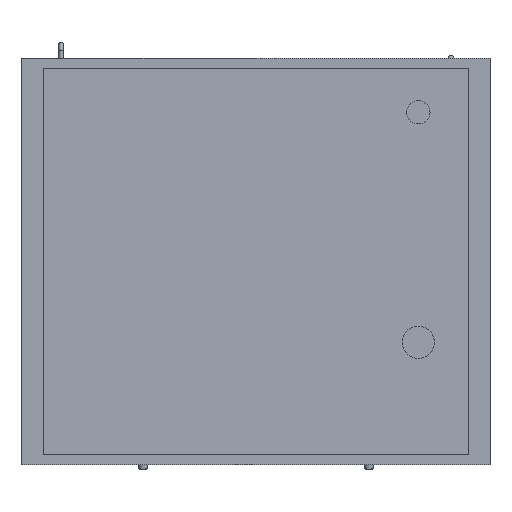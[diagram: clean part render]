
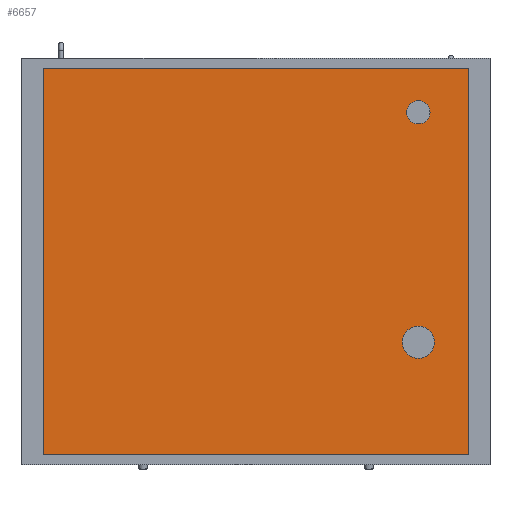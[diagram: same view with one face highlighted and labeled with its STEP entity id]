
A CAD part, front view. The second image highlights one B-rep face of the part: STEP entity #6657.
In plain terms, the highlighted planar face has unit normal (0, -1, 0).
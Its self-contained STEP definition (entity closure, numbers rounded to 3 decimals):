
#373=FACE_OUTER_BOUND('',#798,.T.);
#798=EDGE_LOOP('',(#4451,#4452,#4453,#4454));
#1242=LINE('',#9749,#2036);
#1245=LINE('',#9754,#2039);
#1246=LINE('',#9757,#2040);
#1247=LINE('',#9758,#2041);
#2036=VECTOR('',#7778,10.);
#2039=VECTOR('',#7783,10.);
#2040=VECTOR('',#7786,10.);
#2041=VECTOR('',#7787,10.);
#2821=VERTEX_POINT('',#9746);
#2822=VERTEX_POINT('',#9748);
#2823=VERTEX_POINT('',#9752);
#2824=VERTEX_POINT('',#9756);
#3466=EDGE_CURVE('',#2821,#2822,#1242,.T.);
#3469=EDGE_CURVE('',#2821,#2823,#1245,.T.);
#3470=EDGE_CURVE('',#2824,#2823,#1246,.T.);
#3471=EDGE_CURVE('',#2822,#2824,#1247,.T.);
#4451=ORIENTED_EDGE('',*,*,#3469,.T.);
#4452=ORIENTED_EDGE('',*,*,#3470,.F.);
#4453=ORIENTED_EDGE('',*,*,#3471,.F.);
#4454=ORIENTED_EDGE('',*,*,#3466,.F.);
#6312=PLANE('',#7153);
#6657=ADVANCED_FACE('',(#373),#6312,.T.);
#7153=AXIS2_PLACEMENT_3D('',#9755,#7784,#7785);
#7778=DIRECTION('',(0.,0.,1.));
#7783=DIRECTION('',(1.,0.,0.));
#7784=DIRECTION('center_axis',(0.,-1.,0.));
#7785=DIRECTION('ref_axis',(0.,0.,-1.));
#7786=DIRECTION('',(0.,0.,-1.));
#7787=DIRECTION('',(1.,0.,0.));
#9746=CARTESIAN_POINT('',(-362.5,-185.,-330.));
#9748=CARTESIAN_POINT('',(-362.5,-185.,330.));
#9749=CARTESIAN_POINT('',(-362.5,-185.,330.));
#9752=CARTESIAN_POINT('',(362.5,-185.,-330.));
#9754=CARTESIAN_POINT('',(0.,-185.,-330.));
#9755=CARTESIAN_POINT('Origin',(0.,-185.,330.));
#9756=CARTESIAN_POINT('',(362.5,-185.,330.));
#9757=CARTESIAN_POINT('',(362.5,-185.,330.));
#9758=CARTESIAN_POINT('',(0.,-185.,330.));
